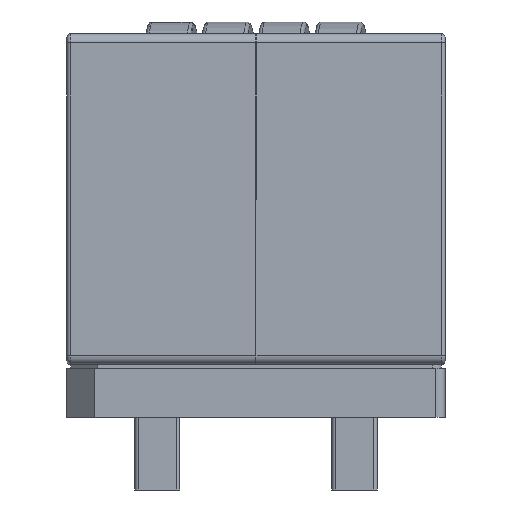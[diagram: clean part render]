
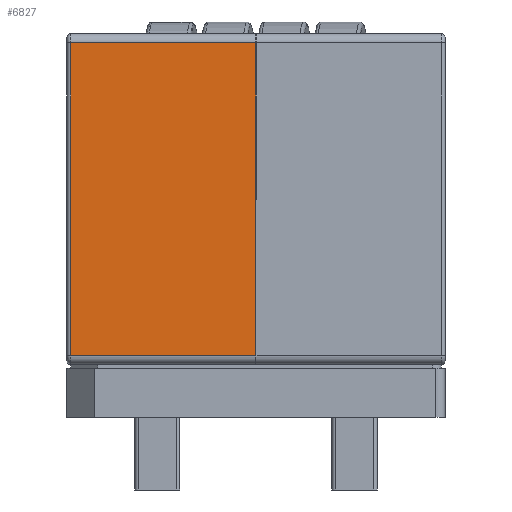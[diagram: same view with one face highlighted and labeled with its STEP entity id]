
A CAD part, left-side view. The second image highlights one B-rep face of the part: STEP entity #6827.
In plain terms, the highlighted face is planar.
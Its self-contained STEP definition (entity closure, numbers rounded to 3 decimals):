
#1461=ORIENTED_EDGE('',*,*,#3215,.T.);
#1462=ORIENTED_EDGE('',*,*,#3216,.T.);
#1463=ORIENTED_EDGE('',*,*,#3217,.T.);
#1464=ORIENTED_EDGE('',*,*,#3199,.F.);
#3199=EDGE_CURVE('',#4103,#4104,#4755,.T.);
#3215=EDGE_CURVE('',#4103,#4115,#4761,.F.);
#3216=EDGE_CURVE('',#4115,#4116,#4762,.T.);
#3217=EDGE_CURVE('',#4116,#4104,#4763,.T.);
#4103=VERTEX_POINT('',#14692);
#4104=VERTEX_POINT('',#14693);
#4115=VERTEX_POINT('',#14722);
#4116=VERTEX_POINT('',#14724);
#4755=LINE('',#14691,#5235);
#4761=LINE('',#14721,#5241);
#4762=LINE('',#14723,#5242);
#4763=LINE('',#14725,#5243);
#5235=VECTOR('',#10004,1000.);
#5241=VECTOR('',#10034,1000.);
#5242=VECTOR('',#10035,1000.);
#5243=VECTOR('',#10036,1000.);
#5665=EDGE_LOOP('',(#1461,#1462,#1463,#1464));
#6133=FACE_BOUND('',#5665,.T.);
#6558=PLANE('',#9311);
#6827=ADVANCED_FACE('',(#6133),#6558,.T.);
#9311=AXIS2_PLACEMENT_3D('',#14720,#10032,#10033);
#10004=DIRECTION('',(0.,-1.,0.));
#10032=DIRECTION('',(1.,0.,0.));
#10033=DIRECTION('',(0.,1.,0.));
#10034=DIRECTION('',(0.,0.,-1.));
#10035=DIRECTION('',(0.,-1.,0.));
#10036=DIRECTION('',(0.,0.,-1.));
#14691=CARTESIAN_POINT('',(12.5,9.1,-5.2));
#14692=CARTESIAN_POINT('',(12.5,8.6,-5.2));
#14693=CARTESIAN_POINT('',(12.5,-8.6,-5.2));
#14720=CARTESIAN_POINT('',(12.5,9.1,5.2));
#14721=CARTESIAN_POINT('',(12.5,8.6,5.2));
#14722=CARTESIAN_POINT('',(12.5,8.6,5.));
#14723=CARTESIAN_POINT('',(12.5,-8.6,5.));
#14724=CARTESIAN_POINT('',(12.5,-8.6,5.));
#14725=CARTESIAN_POINT('',(12.5,-8.6,5.2));
